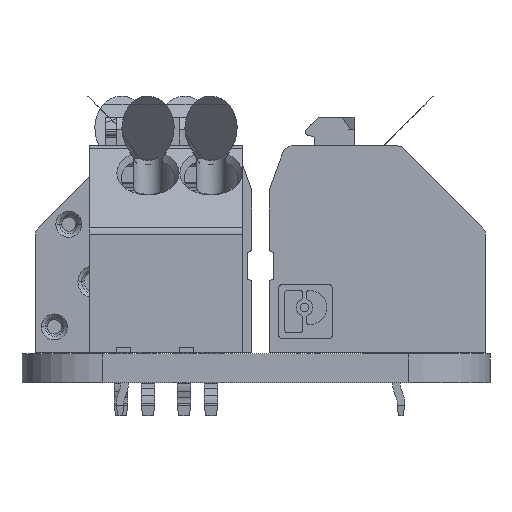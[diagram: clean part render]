
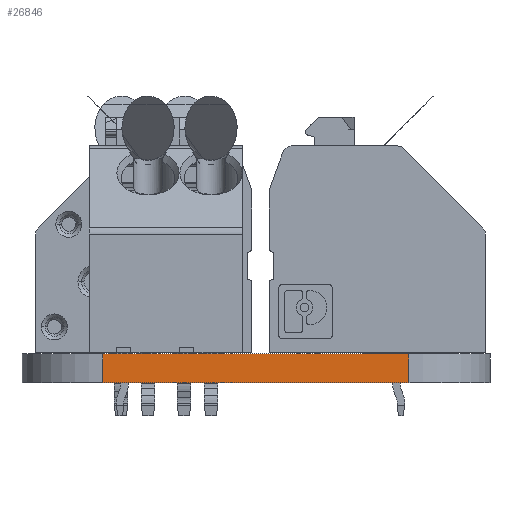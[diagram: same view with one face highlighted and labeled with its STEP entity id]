
A CAD part, left-side view. The second image highlights one B-rep face of the part: STEP entity #26846.
In plain terms, the highlighted planar face has unit normal (-1, 0, 0).
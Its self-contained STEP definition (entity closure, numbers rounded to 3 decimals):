
#24403 = PLANE('',#24404);
#24404 = AXIS2_PLACEMENT_3D('',#24405,#24406,#24407);
#24405 = CARTESIAN_POINT('',(0.,0.,1.6
    ));
#24406 = DIRECTION('',(0.,0.,1.));
#24407 = DIRECTION('',(1.,0.,-0.));
#24431 = CYLINDRICAL_SURFACE('',#24432,4.5);
#24432 = AXIS2_PLACEMENT_3D('',#24433,#24434,#24435);
#24433 = CARTESIAN_POINT('',(-22.5,8.5,0.));
#24434 = DIRECTION('',(-0.,-0.,-1.));
#24435 = DIRECTION('',(1.,0.,-0.));
#24457 = PLANE('',#24458);
#24458 = AXIS2_PLACEMENT_3D('',#24459,#24460,#24461);
#24459 = CARTESIAN_POINT('',(0.,0.,0.)
  );
#24460 = DIRECTION('',(0.,0.,1.));
#24461 = DIRECTION('',(1.,0.,-0.));
#24552 = VERTEX_POINT('',#24553);
#24553 = CARTESIAN_POINT('',(-27.,8.5,1.6));
#24575 = EDGE_CURVE('',#24576,#24552,#24578,.T.);
#24576 = VERTEX_POINT('',#24577);
#24577 = CARTESIAN_POINT('',(-27.,8.5,0.));
#24578 = SURFACE_CURVE('',#24579,(#24583,#24590),.PCURVE_S1.);
#24579 = LINE('',#24580,#24581);
#24580 = CARTESIAN_POINT('',(-27.,8.5,0.));
#24581 = VECTOR('',#24582,1.);
#24582 = DIRECTION('',(0.,0.,1.));
#24583 = PCURVE('',#24431,#24584);
#24584 = DEFINITIONAL_REPRESENTATION('',(#24585),#24589);
#24585 = LINE('',#24586,#24587);
#24586 = CARTESIAN_POINT('',(-3.142,0.));
#24587 = VECTOR('',#24588,1.);
#24588 = DIRECTION('',(-0.,-1.));
#24589 = ( GEOMETRIC_REPRESENTATION_CONTEXT(2) 
PARAMETRIC_REPRESENTATION_CONTEXT() REPRESENTATION_CONTEXT('2D SPACE',''
  ) );
#24590 = PCURVE('',#24591,#24596);
#24591 = PLANE('',#24592);
#24592 = AXIS2_PLACEMENT_3D('',#24593,#24594,#24595);
#24593 = CARTESIAN_POINT('',(-27.,8.5,0.));
#24594 = DIRECTION('',(1.,0.,-0.));
#24595 = DIRECTION('',(0.,-1.,0.));
#24596 = DEFINITIONAL_REPRESENTATION('',(#24597),#24601);
#24597 = LINE('',#24598,#24599);
#24598 = CARTESIAN_POINT('',(0.,0.));
#24599 = VECTOR('',#24600,1.);
#24600 = DIRECTION('',(0.,-1.));
#24601 = ( GEOMETRIC_REPRESENTATION_CONTEXT(2) 
PARAMETRIC_REPRESENTATION_CONTEXT() REPRESENTATION_CONTEXT('2D SPACE',''
  ) );
#24630 = EDGE_CURVE('',#24576,#24631,#24633,.T.);
#24631 = VERTEX_POINT('',#24632);
#24632 = CARTESIAN_POINT('',(-27.,-8.5,0.));
#24633 = SURFACE_CURVE('',#24634,(#24638,#24645),.PCURVE_S1.);
#24634 = LINE('',#24635,#24636);
#24635 = CARTESIAN_POINT('',(-27.,8.5,0.));
#24636 = VECTOR('',#24637,1.);
#24637 = DIRECTION('',(0.,-1.,0.));
#24638 = PCURVE('',#24457,#24639);
#24639 = DEFINITIONAL_REPRESENTATION('',(#24640),#24644);
#24640 = LINE('',#24641,#24642);
#24641 = CARTESIAN_POINT('',(-27.,8.5));
#24642 = VECTOR('',#24643,1.);
#24643 = DIRECTION('',(0.,-1.));
#24644 = ( GEOMETRIC_REPRESENTATION_CONTEXT(2) 
PARAMETRIC_REPRESENTATION_CONTEXT() REPRESENTATION_CONTEXT('2D SPACE',''
  ) );
#24645 = PCURVE('',#24591,#24646);
#24646 = DEFINITIONAL_REPRESENTATION('',(#24647),#24651);
#24647 = LINE('',#24648,#24649);
#24648 = CARTESIAN_POINT('',(0.,0.));
#24649 = VECTOR('',#24650,1.);
#24650 = DIRECTION('',(1.,0.));
#24651 = ( GEOMETRIC_REPRESENTATION_CONTEXT(2) 
PARAMETRIC_REPRESENTATION_CONTEXT() REPRESENTATION_CONTEXT('2D SPACE',''
  ) );
#24670 = CYLINDRICAL_SURFACE('',#24671,4.5);
#24671 = AXIS2_PLACEMENT_3D('',#24672,#24673,#24674);
#24672 = CARTESIAN_POINT('',(-22.5,-8.5,0.));
#24673 = DIRECTION('',(-0.,-0.,-1.));
#24674 = DIRECTION('',(1.,0.,-0.));
#25820 = EDGE_CURVE('',#24552,#25821,#25823,.T.);
#25821 = VERTEX_POINT('',#25822);
#25822 = CARTESIAN_POINT('',(-27.,-8.5,1.6));
#25823 = SURFACE_CURVE('',#25824,(#25828,#25835),.PCURVE_S1.);
#25824 = LINE('',#25825,#25826);
#25825 = CARTESIAN_POINT('',(-27.,8.5,1.6));
#25826 = VECTOR('',#25827,1.);
#25827 = DIRECTION('',(0.,-1.,0.));
#25828 = PCURVE('',#24403,#25829);
#25829 = DEFINITIONAL_REPRESENTATION('',(#25830),#25834);
#25830 = LINE('',#25831,#25832);
#25831 = CARTESIAN_POINT('',(-27.,8.5));
#25832 = VECTOR('',#25833,1.);
#25833 = DIRECTION('',(0.,-1.));
#25834 = ( GEOMETRIC_REPRESENTATION_CONTEXT(2) 
PARAMETRIC_REPRESENTATION_CONTEXT() REPRESENTATION_CONTEXT('2D SPACE',''
  ) );
#25835 = PCURVE('',#24591,#25836);
#25836 = DEFINITIONAL_REPRESENTATION('',(#25837),#25841);
#25837 = LINE('',#25838,#25839);
#25838 = CARTESIAN_POINT('',(0.,-1.6));
#25839 = VECTOR('',#25840,1.);
#25840 = DIRECTION('',(1.,0.));
#25841 = ( GEOMETRIC_REPRESENTATION_CONTEXT(2) 
PARAMETRIC_REPRESENTATION_CONTEXT() REPRESENTATION_CONTEXT('2D SPACE',''
  ) );
#26846 = ADVANCED_FACE('',(#26847),#24591,.F.);
#26847 = FACE_BOUND('',#26848,.F.);
#26848 = EDGE_LOOP('',(#26849,#26850,#26851,#26872));
#26849 = ORIENTED_EDGE('',*,*,#24575,.T.);
#26850 = ORIENTED_EDGE('',*,*,#25820,.T.);
#26851 = ORIENTED_EDGE('',*,*,#26852,.F.);
#26852 = EDGE_CURVE('',#24631,#25821,#26853,.T.);
#26853 = SURFACE_CURVE('',#26854,(#26858,#26865),.PCURVE_S1.);
#26854 = LINE('',#26855,#26856);
#26855 = CARTESIAN_POINT('',(-27.,-8.5,0.));
#26856 = VECTOR('',#26857,1.);
#26857 = DIRECTION('',(0.,0.,1.));
#26858 = PCURVE('',#24591,#26859);
#26859 = DEFINITIONAL_REPRESENTATION('',(#26860),#26864);
#26860 = LINE('',#26861,#26862);
#26861 = CARTESIAN_POINT('',(17.,0.));
#26862 = VECTOR('',#26863,1.);
#26863 = DIRECTION('',(0.,-1.));
#26864 = ( GEOMETRIC_REPRESENTATION_CONTEXT(2) 
PARAMETRIC_REPRESENTATION_CONTEXT() REPRESENTATION_CONTEXT('2D SPACE',''
  ) );
#26865 = PCURVE('',#24670,#26866);
#26866 = DEFINITIONAL_REPRESENTATION('',(#26867),#26871);
#26867 = LINE('',#26868,#26869);
#26868 = CARTESIAN_POINT('',(-3.142,0.));
#26869 = VECTOR('',#26870,1.);
#26870 = DIRECTION('',(-0.,-1.));
#26871 = ( GEOMETRIC_REPRESENTATION_CONTEXT(2) 
PARAMETRIC_REPRESENTATION_CONTEXT() REPRESENTATION_CONTEXT('2D SPACE',''
  ) );
#26872 = ORIENTED_EDGE('',*,*,#24630,.F.);
